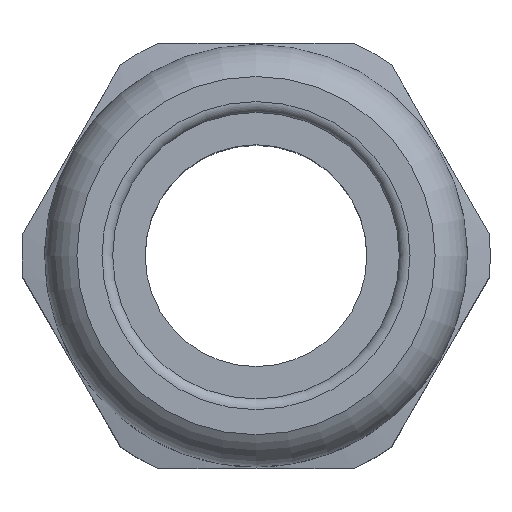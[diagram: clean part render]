
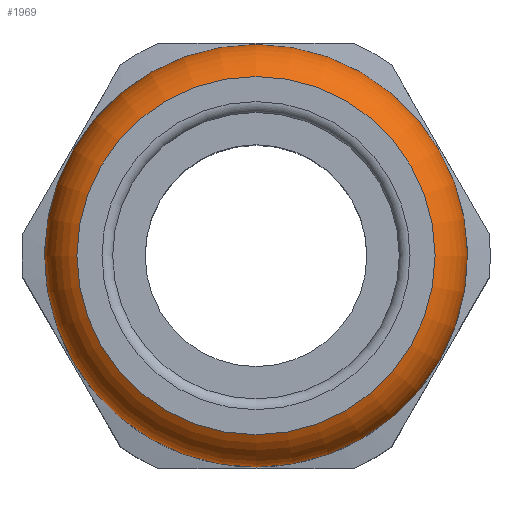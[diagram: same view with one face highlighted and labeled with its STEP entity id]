
A CAD part, top view. The second image highlights one B-rep face of the part: STEP entity #1969.
In plain terms, the highlighted toroidal (fillet/blend) face has major radius 17.775 mm and minor radius 7 mm.
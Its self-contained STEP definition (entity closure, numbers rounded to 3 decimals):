
#1969=ADVANCED_FACE('',(#2277,#2278),#2245,.T.);
#2245=TOROIDAL_SURFACE('',#7705,17.775,7.);
#2277=FACE_BOUND('',#2339,.T.);
#2278=FACE_BOUND('',#2340,.T.);
#2339=EDGE_LOOP('',(#2871));
#2340=EDGE_LOOP('',(#2872));
#2871=ORIENTED_EDGE('',*,*,#5012,.F.);
#2872=ORIENTED_EDGE('',*,*,#5013,.T.);
#4463=VERTEX_POINT('',#9978);
#4464=VERTEX_POINT('',#9980);
#5012=EDGE_CURVE('',#4463,#4463,#5827,.T.);
#5013=EDGE_CURVE('',#4464,#4464,#5828,.T.);
#5827=CIRCLE('',#7703,24.775);
#5828=CIRCLE('',#7704,21.);
#7703=AXIS2_PLACEMENT_3D('',#9977,#8229,#8230);
#7704=AXIS2_PLACEMENT_3D('',#9979,#8231,#8232);
#7705=AXIS2_PLACEMENT_3D('',#9981,#8233,#8234);
#8229=DIRECTION('',(0.,0.,-1.));
#8230=DIRECTION('',(0.,1.,0.));
#8231=DIRECTION('',(0.,0.,-1.));
#8232=DIRECTION('',(0.,1.,0.));
#8233=DIRECTION('',(0.,0.,-1.));
#8234=DIRECTION('',(0.,-1.,0.));
#9977=CARTESIAN_POINT('',(0.,0.,31.155));
#9978=CARTESIAN_POINT('',(0.,24.775,31.155));
#9979=CARTESIAN_POINT('',(0.,0.,37.368));
#9980=CARTESIAN_POINT('',(0.,21.,37.368));
#9981=CARTESIAN_POINT('',(0.,0.,31.155));
